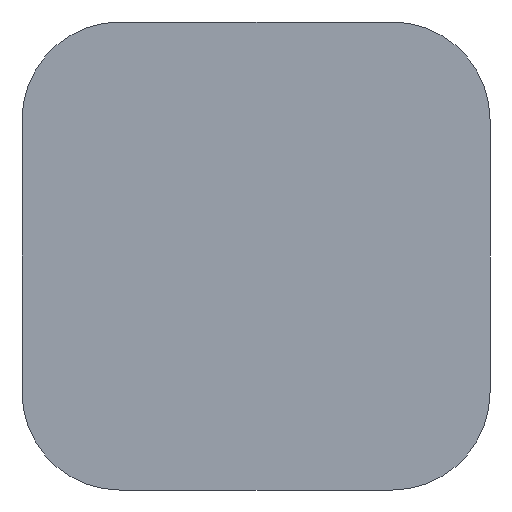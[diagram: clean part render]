
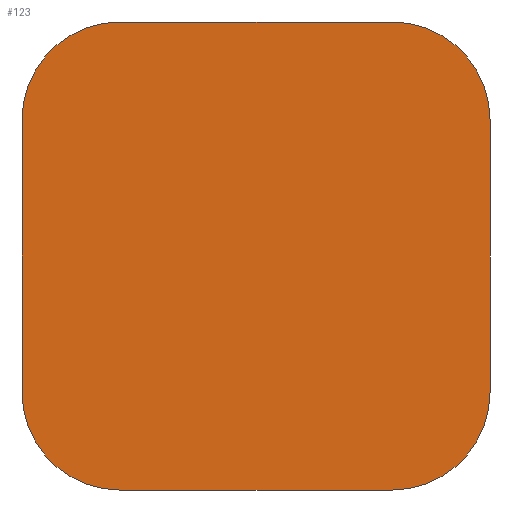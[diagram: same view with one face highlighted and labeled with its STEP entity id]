
A CAD part, front view. The second image highlights one B-rep face of the part: STEP entity #123.
In plain terms, the highlighted planar face has unit normal (0, -1, 0).
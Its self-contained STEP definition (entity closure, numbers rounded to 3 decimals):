
#19 = DIRECTION ( 'NONE',  ( 0., 0., 1. ) ) ;
#22 = VERTEX_POINT ( 'NONE', #468 ) ;
#27 = EDGE_CURVE ( 'NONE', #354, #276, #261, .T. ) ;
#52 = CARTESIAN_POINT ( 'NONE',  ( 25., -111., -25. ) ) ;
#59 = ORIENTED_EDGE ( 'NONE', *, *, #342, .F. ) ;
#63 = CARTESIAN_POINT ( 'NONE',  ( -25., -111., 43. ) ) ;
#74 = EDGE_LOOP ( 'NONE', ( #367, #101, #442, #223, #154, #246, #59, #319 ) ) ;
#81 = CARTESIAN_POINT ( 'NONE',  ( -25., -111., 25. ) ) ;
#90 = LINE ( 'NONE', #385, #144 ) ;
#94 = DIRECTION ( 'NONE',  ( 0., 1., 0. ) ) ;
#101 = ORIENTED_EDGE ( 'NONE', *, *, #341, .F. ) ;
#102 = DIRECTION ( 'NONE',  ( 0., 0., 1. ) ) ;
#123 = ADVANCED_FACE ( 'NONE', ( #176 ), #346, .F. ) ;
#141 = DIRECTION ( 'NONE',  ( -1., 0., 0. ) ) ;
#143 = DIRECTION ( 'NONE',  ( 0., 1., 0. ) ) ;
#144 = VECTOR ( 'NONE', #141, 1000. ) ;
#148 = CARTESIAN_POINT ( 'NONE',  ( -25., -111., 43. ) ) ;
#152 = AXIS2_PLACEMENT_3D ( 'NONE', #81, #334, #359 ) ;
#154 = ORIENTED_EDGE ( 'NONE', *, *, #27, .F. ) ;
#176 = FACE_OUTER_BOUND ( 'NONE', #74, .T. ) ;
#179 = CARTESIAN_POINT ( 'NONE',  ( -43., -111., -25. ) ) ;
#190 = VERTEX_POINT ( 'NONE', #521 ) ;
#191 = EDGE_CURVE ( 'NONE', #336, #283, #362, .T. ) ;
#206 = VECTOR ( 'NONE', #471, 1000. ) ;
#215 = CARTESIAN_POINT ( 'NONE',  ( -25., -111., -25. ) ) ;
#223 = ORIENTED_EDGE ( 'NONE', *, *, #361, .F. ) ;
#225 = EDGE_CURVE ( 'NONE', #190, #231, #320, .T. ) ;
#231 = VERTEX_POINT ( 'NONE', #148 ) ;
#241 = DIRECTION ( 'NONE',  ( 0., 0., -1. ) ) ;
#246 = ORIENTED_EDGE ( 'NONE', *, *, #536, .F. ) ;
#247 = DIRECTION ( 'NONE',  ( 0., 0., 1. ) ) ;
#261 = CIRCLE ( 'NONE', #355, 18. ) ;
#266 = DIRECTION ( 'NONE',  ( 0., 0., 1. ) ) ;
#268 = CARTESIAN_POINT ( 'NONE',  ( 43., -111., -25. ) ) ;
#276 = VERTEX_POINT ( 'NONE', #314 ) ;
#279 = VECTOR ( 'NONE', #102, 1000. ) ;
#283 = VERTEX_POINT ( 'NONE', #268 ) ;
#285 = CIRCLE ( 'NONE', #296, 18. ) ;
#286 = DIRECTION ( 'NONE',  ( 0., 1., 0. ) ) ;
#296 = AXIS2_PLACEMENT_3D ( 'NONE', #374, #286, #247 ) ;
#304 = LINE ( 'NONE', #179, #279 ) ;
#314 = CARTESIAN_POINT ( 'NONE',  ( -43., -111., -25. ) ) ;
#318 = CARTESIAN_POINT ( 'NONE',  ( 43., -111., 25. ) ) ;
#319 = ORIENTED_EDGE ( 'NONE', *, *, #191, .F. ) ;
#320 = CIRCLE ( 'NONE', #152, 18. ) ;
#321 = AXIS2_PLACEMENT_3D ( 'NONE', #52, #143, #349 ) ;
#334 = DIRECTION ( 'NONE',  ( 0., 1., 0. ) ) ;
#336 = VERTEX_POINT ( 'NONE', #432 ) ;
#341 = EDGE_CURVE ( 'NONE', #231, #22, #356, .T. ) ;
#342 = EDGE_CURVE ( 'NONE', #283, #533, #502, .T. ) ;
#346 = PLANE ( 'NONE',  #381 ) ;
#349 = DIRECTION ( 'NONE',  ( 0., 0., 1. ) ) ;
#354 = VERTEX_POINT ( 'NONE', #489 ) ;
#355 = AXIS2_PLACEMENT_3D ( 'NONE', #215, #383, #19 ) ;
#356 = LINE ( 'NONE', #63, #206 ) ;
#359 = DIRECTION ( 'NONE',  ( 0., 0., 1. ) ) ;
#361 = EDGE_CURVE ( 'NONE', #276, #190, #304, .T. ) ;
#362 = LINE ( 'NONE', #318, #448 ) ;
#367 = ORIENTED_EDGE ( 'NONE', *, *, #426, .F. ) ;
#374 = CARTESIAN_POINT ( 'NONE',  ( 25., -111., 25. ) ) ;
#381 = AXIS2_PLACEMENT_3D ( 'NONE', #511, #94, #266 ) ;
#383 = DIRECTION ( 'NONE',  ( 0., 1., 0. ) ) ;
#385 = CARTESIAN_POINT ( 'NONE',  ( 25., -111., -43. ) ) ;
#426 = EDGE_CURVE ( 'NONE', #22, #336, #285, .T. ) ;
#432 = CARTESIAN_POINT ( 'NONE',  ( 43., -111., 25. ) ) ;
#434 = CARTESIAN_POINT ( 'NONE',  ( 25., -111., -43. ) ) ;
#442 = ORIENTED_EDGE ( 'NONE', *, *, #225, .F. ) ;
#448 = VECTOR ( 'NONE', #241, 1000. ) ;
#468 = CARTESIAN_POINT ( 'NONE',  ( 25., -111., 43. ) ) ;
#471 = DIRECTION ( 'NONE',  ( 1., 0., 0. ) ) ;
#489 = CARTESIAN_POINT ( 'NONE',  ( -25., -111., -43. ) ) ;
#502 = CIRCLE ( 'NONE', #321, 18. ) ;
#511 = CARTESIAN_POINT ( 'NONE',  ( 25., -111., 25. ) ) ;
#521 = CARTESIAN_POINT ( 'NONE',  ( -43., -111., 25. ) ) ;
#533 = VERTEX_POINT ( 'NONE', #434 ) ;
#536 = EDGE_CURVE ( 'NONE', #533, #354, #90, .T. ) ;
